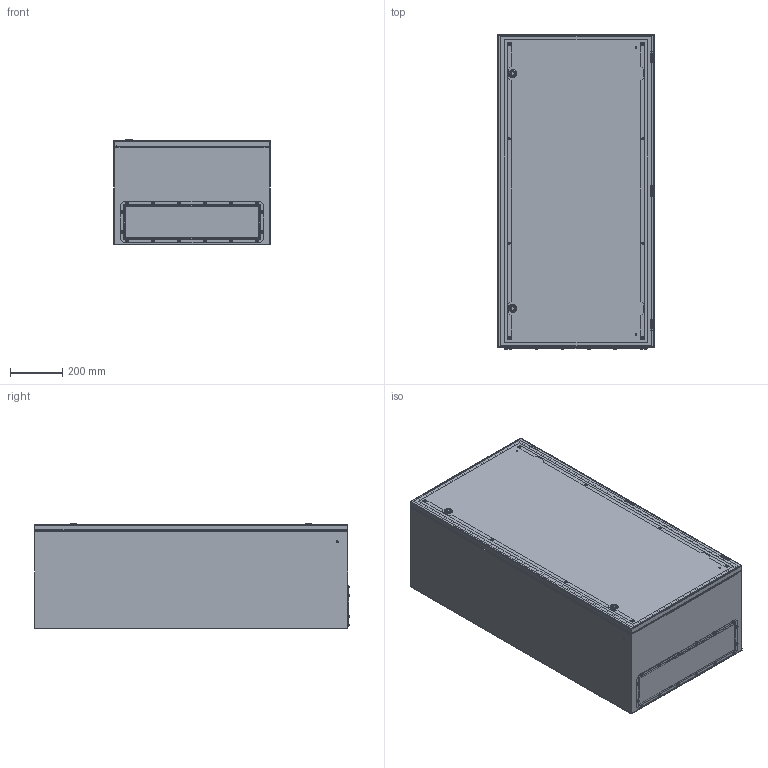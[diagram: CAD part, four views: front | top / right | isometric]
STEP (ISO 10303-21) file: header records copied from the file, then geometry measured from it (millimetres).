
FILE_DESCRIPTION(('STEP AP203'), '1');
FILE_NAME('MC1206040', '', ('UNSPECIFIED'), ('UNSPECIFIED'), 'ASCON STEP Converter 1.3', 'ASCON Math Kernel', '');
FILE_SCHEMA(('CONFIG_CONTROL_DESIGN'));
Length unit declared in the file: millimetre
Products named in the file (39): Ïåòëÿ 309; Øïèëüêà Ì8õ25
Assembly tree (90 placements, depth 4):
  (unnamed)
    (unnamed)
    (unnamed)  x8
    (unnamed)  x8
    (unnamed)
    (unnamed)
    (unnamed)
    Ïåòëÿ 309  x3
      Ïåòëÿ 309
      Ïåòëÿ 309
      Ïåòëÿ 309
      (unnamed)
      (unnamed)
    (unnamed)
      (unnamed)
      Ïåòëÿ 309  x2
      Ïåòëÿ 309
      (unnamed)  x4
      (unnamed)  x4
      (unnamed)
      (unnamed)
      (unnamed)
      (unnamed)
      (unnamed)
        (unnamed)
        (unnamed)
        (unnamed)
        (unnamed)
        (unnamed)
      (unnamed)
        (unnamed)
        (unnamed)
        (unnamed)
        (unnamed)
        (unnamed)
      (unnamed)  x6
      (unnamed)  x2
    (unnamed)
    (unnamed)  x16
    Øïèëüêà Ì8õ25  x2
    Øïèëüêà Ì8õ25  x2
    (unnamed)  x4
Bounding box: 600 x 1206.95 x 406 mm (x, y, z)
Volume: 6380936.1 mm3; surface area: 7858259.1 mm2
Topology: 95 solids, 95 shells, 2926 faces, 6594 edges, 3983 vertices
Faces by surface type: plane 1304, cylinder 851, bspline 280, torus 261, cone 208, sphere 22
Full cylindrical faces by diameter (mm): 0.75 x12, 0.82 x4, 2 x28, 3.5 x6, 4 x12, 4.2 x86, 4.263 x16, 4.8 x3, 4.917 x8, 5 x53, 5.5 x12, 6 x32, 6.15 x16, 6.647 x4, 6.75 x4, 7 x8, 7.5 x12, 8 x4, 8.144 x16, 8.4 x16, 8.6 x3, 9 x24, 9.15 x16, 10 x4, 11.5 x16, 12.5 x2, 13 x2, 15.8 x2, 16 x2, 18 x2
Entity records: 64298 total; most frequent: CARTESIAN_POINT 15632, DIRECTION 7019, ORIENTED_EDGE 6278, EDGE_CURVE 3139, AXIS2_PLACEMENT_3D 2660, EDGE_LOOP 2217, VERTEX_POINT 2076, LINE 1699
